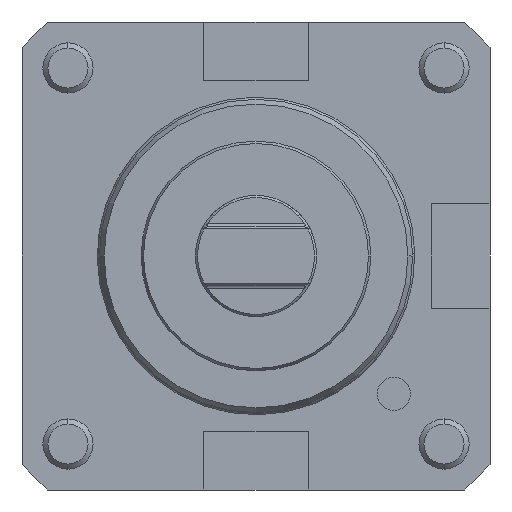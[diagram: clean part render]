
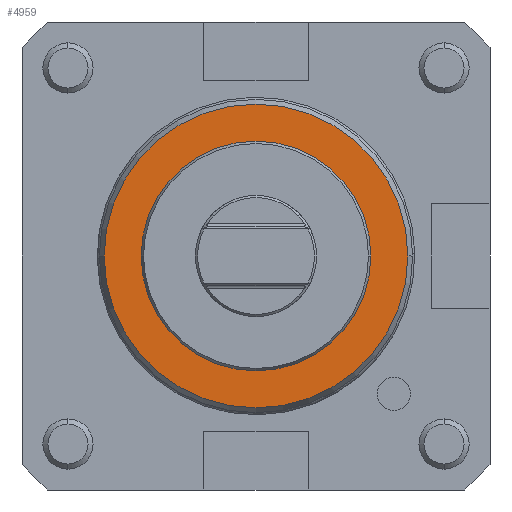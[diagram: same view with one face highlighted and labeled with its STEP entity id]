
A CAD part, front view. The second image highlights one B-rep face of the part: STEP entity #4959.
In plain terms, the highlighted planar face has unit normal (0, -1, 0).
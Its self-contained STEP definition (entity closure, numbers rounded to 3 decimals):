
#1360=CARTESIAN_POINT('',(0.,-43.,0.));
#1361=DIRECTION('',(0.,1.,0.));
#1362=DIRECTION('',(-1.,0.,0.));
#1363=AXIS2_PLACEMENT_3D('',#1360,#1361,#1362);
#1365=CARTESIAN_POINT('',(0.,-43.,0.));
#1366=DIRECTION('',(0.,1.,0.));
#1367=DIRECTION('',(1.,0.,0.));
#1368=AXIS2_PLACEMENT_3D('',#1365,#1366,#1367);
#1370=CARTESIAN_POINT('',(0.,-43.,0.));
#1371=DIRECTION('',(0.,-1.,0.));
#1372=DIRECTION('',(1.,0.,0.));
#1373=AXIS2_PLACEMENT_3D('',#1370,#1371,#1372);
#1375=CARTESIAN_POINT('',(0.,-43.,0.));
#1376=DIRECTION('',(0.,1.,0.));
#1377=DIRECTION('',(1.,0.,0.));
#1378=AXIS2_PLACEMENT_3D('',#1375,#1376,#1377);
#3190=CARTESIAN_POINT('',(27.5,-43.,0.));
#3191=CARTESIAN_POINT('',(-27.5,-43.,0.));
#3192=VERTEX_POINT('',#3190);
#3193=VERTEX_POINT('',#3191);
#3206=CARTESIAN_POINT('',(-36.345,-43.,0.));
#3207=CARTESIAN_POINT('',(36.345,-43.,0.));
#3208=VERTEX_POINT('',#3206);
#3209=VERTEX_POINT('',#3207);
#4944=CARTESIAN_POINT('',(0.,-43.,0.));
#4945=DIRECTION('',(0.,-1.,0.));
#4946=DIRECTION('',(-1.,0.,0.));
#4947=AXIS2_PLACEMENT_3D('',#4944,#4945,#4946);
#4948=PLANE('',#4947);
#4949=ORIENTED_EDGE('',*,*,#4938,.T.);
#4950=ORIENTED_EDGE('',*,*,#4924,.T.);
#4951=EDGE_LOOP('',(#4949,#4950));
#4952=FACE_OUTER_BOUND('',#4951,.F.);
#4954=ORIENTED_EDGE('',*,*,#4953,.T.);
#4956=ORIENTED_EDGE('',*,*,#4955,.F.);
#4957=EDGE_LOOP('',(#4954,#4956));
#4958=FACE_BOUND('',#4957,.F.);
#1364=CIRCLE('',#1363,36.345);
#1369=CIRCLE('',#1368,36.345);
#1374=CIRCLE('',#1373,27.5);
#1379=CIRCLE('',#1378,27.5);
#4924=EDGE_CURVE('',#3209,#3208,#1369,.T.);
#4938=EDGE_CURVE('',#3208,#3209,#1364,.T.);
#4953=EDGE_CURVE('',#3192,#3193,#1374,.T.);
#4955=EDGE_CURVE('',#3192,#3193,#1379,.T.);
#4959=ADVANCED_FACE('',(#4952,#4958),#4948,.T.);
